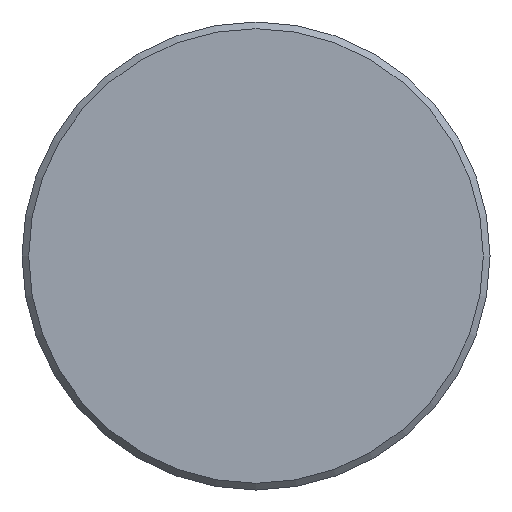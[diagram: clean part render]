
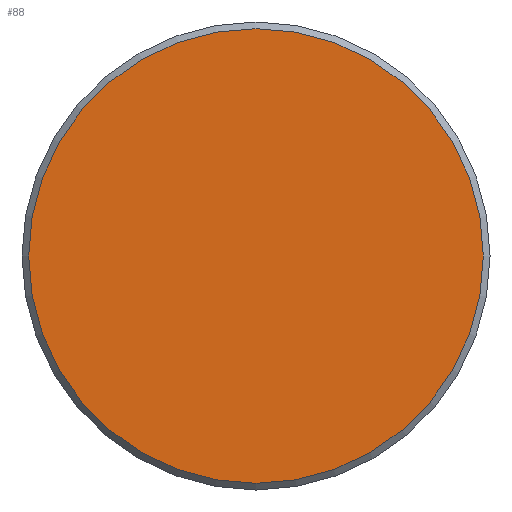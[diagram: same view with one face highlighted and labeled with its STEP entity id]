
A CAD part, front view. The second image highlights one B-rep face of the part: STEP entity #88.
In plain terms, the highlighted planar face has unit normal (0, -1, 0).
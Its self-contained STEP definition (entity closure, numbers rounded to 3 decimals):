
#72=CARTESIAN_POINT('',(0.0,0.0,3.4));
#73=VERTEX_POINT('',#72);
#74=CARTESIAN_POINT('',(0.0,0.0,0.0));
#75=DIRECTION('',(-0.0,-1.0,-0.0));
#76=DIRECTION('',(0.0,-0.0,1.0));
#77=AXIS2_PLACEMENT_3D('',#74,#75,#76);
#78=CIRCLE('',#77,3.4);
#79=EDGE_CURVE('n� 107',#73,#73,#78,.T.);
#80=ORIENTED_EDGE('',*,*,#79,.T.);
#81=EDGE_LOOP('',(#80));
#82=FACE_OUTER_BOUND('',#81,.T.);
#83=CARTESIAN_POINT('',(0.0,0.0,0.0));
#84=DIRECTION('',(0.0,1.0,0.0));
#85=DIRECTION('',(0.0,-0.0,1.0));
#86=AXIS2_PLACEMENT_3D('',#83,#84,#85);
#87=PLANE('',#86);
#88=ADVANCED_FACE('n� 16',(#82),#87,.F.);
